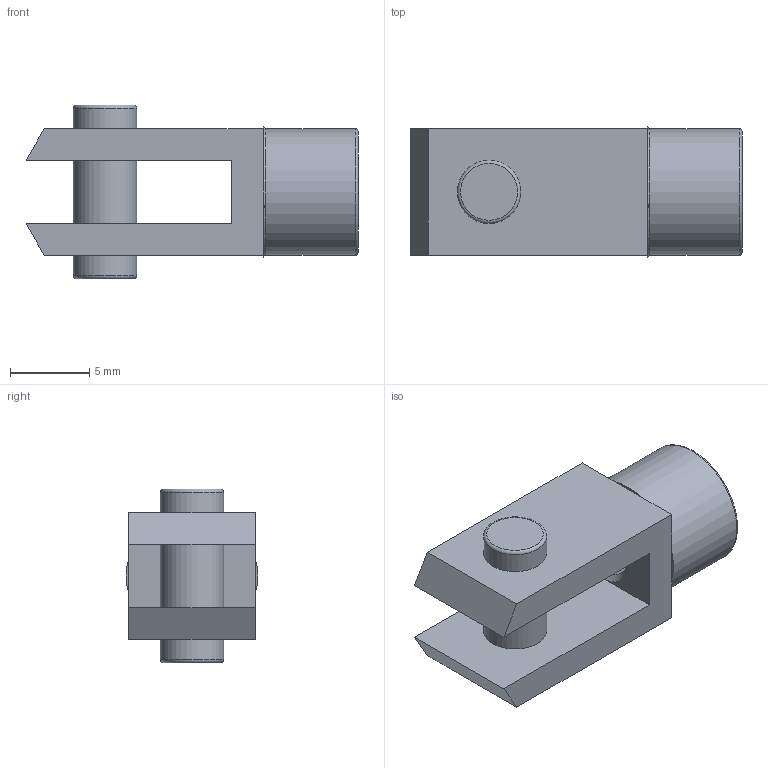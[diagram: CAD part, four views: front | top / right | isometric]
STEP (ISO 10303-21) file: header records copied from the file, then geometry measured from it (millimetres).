
FILE_DESCRIPTION(/* description */ ('Alibre Inc.'),/* implementation_level */ '2;1');
FILE_NAME(/* name */ 'export-05BC1933-ED03-4D96-BFB2-61063E0419F9',/* time_stamp */ '2021-04-14T12:27:57+02:00',/* author */ (''),/* organization */ (''),/* preprocessor_version */ 'ST-DEVELOPER v17',/* originating_system */ 'Alibre',/* authorisation */ '');
FILE_SCHEMA (('AUTOMOTIVE_DESIGN'));
Length unit declared in the file: millimetre
Products named in the file (1): _W0950080020-1(old)
Bounding box: 21 x 8.32 x 11 mm (x, y, z)
Volume: 847.3 mm3; surface area: 964.6 mm2
Topology: 1 solids, 1 shells, 32 faces, 73 edges, 44 vertices
Faces by surface type: plane 21, cylinder 5, torus 4, cone 2
Full cylindrical faces by diameter (mm): 3.242 x1, 4 x3, 8 x1
Entity records: 924 total; most frequent: CARTESIAN_POINT 147, ORIENTED_EDGE 146, DIRECTION 140, EDGE_CURVE 73, AXIS2_PLACEMENT_3D 62, VERTEX_POINT 44, VECTOR 41, LINE 41
